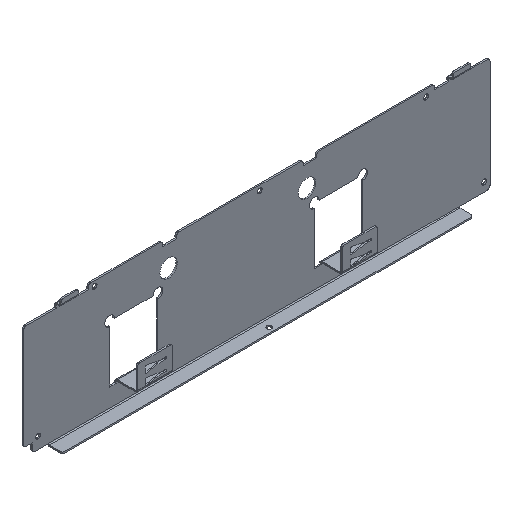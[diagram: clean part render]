
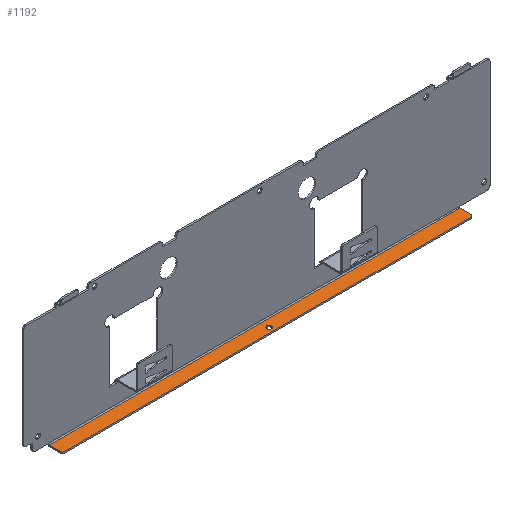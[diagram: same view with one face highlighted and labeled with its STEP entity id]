
A CAD part, isometric view. The second image highlights one B-rep face of the part: STEP entity #1192.
In plain terms, the highlighted planar face has unit normal (0, 0, 1).
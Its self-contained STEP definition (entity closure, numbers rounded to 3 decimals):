
#33 = EDGE_LOOP ( 'NONE', ( #4871, #3892, #1673, #5130, #2953, #2867 ) ) ;
#50 = VECTOR ( 'NONE', #3823, 1000. ) ;
#101 = VERTEX_POINT ( 'NONE', #1573 ) ;
#128 = DIRECTION ( 'NONE',  ( 0., 0., 1. ) ) ;
#152 = CARTESIAN_POINT ( 'NONE',  ( 207., -12.5, -59.5 ) ) ;
#253 = AXIS2_PLACEMENT_3D ( 'NONE', #5573, #5040, #1269 ) ;
#314 = AXIS2_PLACEMENT_3D ( 'NONE', #1302, #6030, #2672 ) ;
#337 = ORIENTED_EDGE ( 'NONE', *, *, #3935, .F. ) ;
#347 = CARTESIAN_POINT ( 'NONE',  ( -229., -14.5, -59.5 ) ) ;
#394 = DIRECTION ( 'NONE',  ( 0., 0., 1. ) ) ;
#433 = DIRECTION ( 'NONE',  ( 1., 0., 0. ) ) ;
#604 = AXIS2_PLACEMENT_3D ( 'NONE', #1417, #394, #5670 ) ;
#635 = ORIENTED_EDGE ( 'NONE', *, *, #2528, .F. ) ;
#854 = VECTOR ( 'NONE', #433, 1000. ) ;
#878 = DIRECTION ( 'NONE',  ( 0., -1., 0. ) ) ;
#914 = DIRECTION ( 'NONE',  ( 0., 0., 1. ) ) ;
#1003 = VERTEX_POINT ( 'NONE', #4463 ) ;
#1178 = CARTESIAN_POINT ( 'NONE',  ( 209., -1., -59.5 ) ) ;
#1192 = ADVANCED_FACE ( 'NONE', ( #5204, #2918 ), #3169, .T. ) ;
#1269 = DIRECTION ( 'NONE',  ( 0., -1., 0. ) ) ;
#1302 = CARTESIAN_POINT ( 'NONE',  ( 0., 0., -59.5 ) ) ;
#1417 = CARTESIAN_POINT ( 'NONE',  ( 4., -9., -59.5 ) ) ;
#1432 = EDGE_CURVE ( 'NONE', #6127, #101, #6031, .T. ) ;
#1534 = EDGE_CURVE ( 'NONE', #1003, #4854, #2744, .T. ) ;
#1573 = CARTESIAN_POINT ( 'NONE',  ( 209., -12.5, -59.5 ) ) ;
#1673 = ORIENTED_EDGE ( 'NONE', *, *, #2728, .F. ) ;
#1867 = CARTESIAN_POINT ( 'NONE',  ( -229., -1., -59.5 ) ) ;
#2133 = EDGE_CURVE ( 'NONE', #4854, #6127, #3112, .T. ) ;
#2341 = LINE ( 'NONE', #347, #3760 ) ;
#2528 = EDGE_CURVE ( 'NONE', #2695, #5021, #3840, .T. ) ;
#2579 = EDGE_LOOP ( 'NONE', ( #337, #635 ) ) ;
#2672 = DIRECTION ( 'NONE',  ( 0., -1., 0. ) ) ;
#2695 = VERTEX_POINT ( 'NONE', #4301 ) ;
#2708 = CARTESIAN_POINT ( 'NONE',  ( 207., -14.5, -59.5 ) ) ;
#2728 = EDGE_CURVE ( 'NONE', #3828, #4929, #2341, .T. ) ;
#2744 = LINE ( 'NONE', #4814, #50 ) ;
#2767 = CARTESIAN_POINT ( 'NONE',  ( 4., -9., -59.5 ) ) ;
#2867 = ORIENTED_EDGE ( 'NONE', *, *, #2133, .F. ) ;
#2918 = FACE_OUTER_BOUND ( 'NONE', #33, .T. ) ;
#2953 = ORIENTED_EDGE ( 'NONE', *, *, #1432, .F. ) ;
#3112 = LINE ( 'NONE', #1867, #854 ) ;
#3169 = PLANE ( 'NONE',  #314 ) ;
#3513 = AXIS2_PLACEMENT_3D ( 'NONE', #152, #128, #3944 ) ;
#3751 = DIRECTION ( 'NONE',  ( -1., 0., 0. ) ) ;
#3760 = VECTOR ( 'NONE', #3751, 1000. ) ;
#3823 = DIRECTION ( 'NONE',  ( 0., 1., 0. ) ) ;
#3828 = VERTEX_POINT ( 'NONE', #2708 ) ;
#3840 = CIRCLE ( 'NONE', #5699, 2.5 ) ;
#3865 = CIRCLE ( 'NONE', #253, 2. ) ;
#3892 = ORIENTED_EDGE ( 'NONE', *, *, #4282, .T. ) ;
#3935 = EDGE_CURVE ( 'NONE', #5021, #2695, #5182, .T. ) ;
#3944 = DIRECTION ( 'NONE',  ( 0., -1., 0. ) ) ;
#4092 = EDGE_CURVE ( 'NONE', #3828, #101, #4967, .T. ) ;
#4282 = EDGE_CURVE ( 'NONE', #1003, #4929, #3865, .T. ) ;
#4301 = CARTESIAN_POINT ( 'NONE',  ( 4., -11.5, -59.5 ) ) ;
#4463 = CARTESIAN_POINT ( 'NONE',  ( -215., -12.5, -59.5 ) ) ;
#4500 = CARTESIAN_POINT ( 'NONE',  ( -215., -1., -59.5 ) ) ;
#4598 = VECTOR ( 'NONE', #878, 1000. ) ;
#4727 = DIRECTION ( 'NONE',  ( 0., -1., 0. ) ) ;
#4732 = CARTESIAN_POINT ( 'NONE',  ( 4., -6.5, -59.5 ) ) ;
#4814 = CARTESIAN_POINT ( 'NONE',  ( -215., 0., -59.5 ) ) ;
#4854 = VERTEX_POINT ( 'NONE', #4500 ) ;
#4871 = ORIENTED_EDGE ( 'NONE', *, *, #1534, .F. ) ;
#4929 = VERTEX_POINT ( 'NONE', #5123 ) ;
#4967 = CIRCLE ( 'NONE', #3513, 2. ) ;
#5021 = VERTEX_POINT ( 'NONE', #4732 ) ;
#5040 = DIRECTION ( 'NONE',  ( 0., 0., 1. ) ) ;
#5123 = CARTESIAN_POINT ( 'NONE',  ( -213., -14.5, -59.5 ) ) ;
#5130 = ORIENTED_EDGE ( 'NONE', *, *, #4092, .T. ) ;
#5182 = CIRCLE ( 'NONE', #604, 2.5 ) ;
#5194 = CARTESIAN_POINT ( 'NONE',  ( 209., 0., -59.5 ) ) ;
#5204 = FACE_BOUND ( 'NONE', #2579, .T. ) ;
#5573 = CARTESIAN_POINT ( 'NONE',  ( -213., -12.5, -59.5 ) ) ;
#5670 = DIRECTION ( 'NONE',  ( 0., -1., 0. ) ) ;
#5699 = AXIS2_PLACEMENT_3D ( 'NONE', #2767, #914, #4727 ) ;
#6030 = DIRECTION ( 'NONE',  ( 0., 0., 1. ) ) ;
#6031 = LINE ( 'NONE', #5194, #4598 ) ;
#6127 = VERTEX_POINT ( 'NONE', #1178 ) ;
